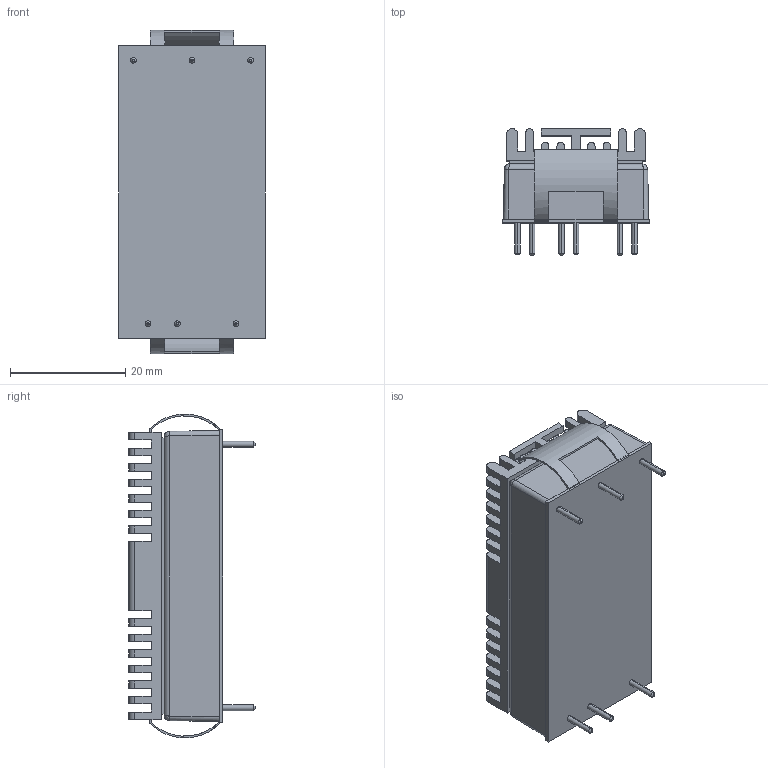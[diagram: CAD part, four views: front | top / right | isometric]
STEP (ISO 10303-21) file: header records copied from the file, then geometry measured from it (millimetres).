
FILE_DESCRIPTION (( 'STEP AP214' ), '1' );
FILE_NAME ('ten30win-with-heatsink.STEP', '2015-03-13T16:26:24', ( '' ), ( '' ), 'SwSTEP 2.0', 'SolidWorks 2013', '' );
FILE_SCHEMA (( 'AUTOMOTIVE_DESIGN' ));
Length unit declared in the file: millimetre
Products named in the file (5): 7Q-CL01A-F; 7G-0020-F; 5T-S0090; ten30win; ten30win-with-heatsink
Assembly tree (5 placements, depth 2):
  ten30win-with-heatsink
    ten30win
    5T-S0090
    7G-0020-F
    7Q-CL01A-F  x2
Bounding box: 25.4 x 21.9 x 56.19 mm (x, y, z)
Volume: 17074.6 mm3; surface area: 13323.1 mm2
Topology: 5 solids, 5 shells, 812 faces, 2092 edges, 1384 vertices
Faces by surface type: plane 624, cylinder 164, cone 12, bspline 12
Entity records: 32616 total; most frequent: CARTESIAN_POINT 4534, ORIENTED_EDGE 4008, DIRECTION 3856, EDGE_CURVE 2004, VECTOR 1676, LINE 1676, VERTEX_POINT 1328, AXIS2_PLACEMENT_3D 1090
